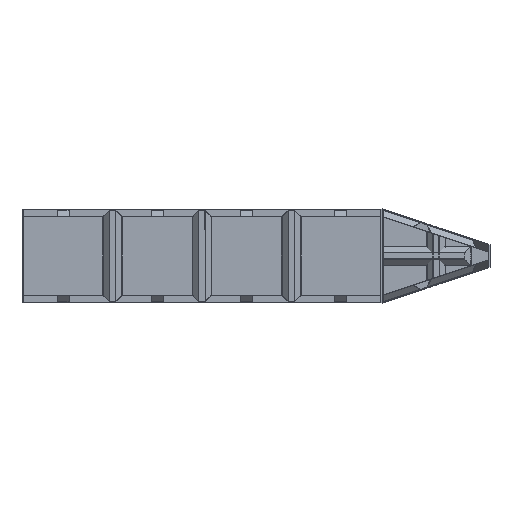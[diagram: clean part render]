
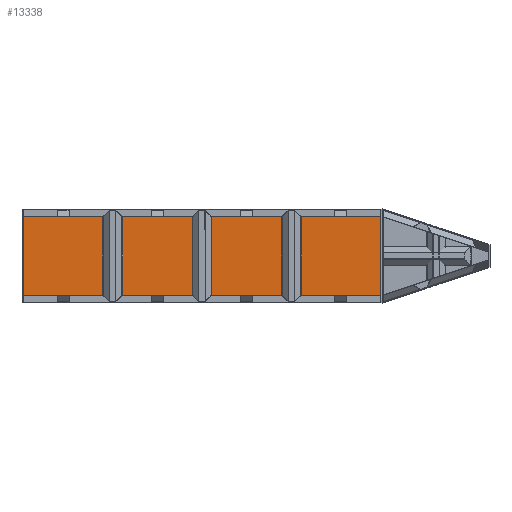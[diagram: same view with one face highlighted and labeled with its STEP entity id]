
A CAD part, front view. The second image highlights one B-rep face of the part: STEP entity #13338.
In plain terms, the highlighted planar face has unit normal (0, -1, 0).
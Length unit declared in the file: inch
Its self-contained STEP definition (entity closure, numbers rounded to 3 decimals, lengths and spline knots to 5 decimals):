
#651 = DIRECTION ( 'NONE',  ( 0., 0., 1. ) ) ;
#781 = VERTEX_POINT ( 'NONE', #9112 ) ;
#851 = ORIENTED_EDGE ( 'NONE', *, *, #13552, .F. ) ;
#1108 = CARTESIAN_POINT ( 'NONE',  ( 29.75, -0.25, 0. ) ) ;
#1609 = CARTESIAN_POINT ( 'NONE',  ( 0., -0.25, -6.55 ) ) ;
#2791 = EDGE_LOOP ( 'NONE', ( #2801, #9689, #4188, #851 ) ) ;
#2792 = LINE ( 'NONE', #1609, #12820 ) ;
#2801 = ORIENTED_EDGE ( 'NONE', *, *, #11508, .F. ) ;
#3188 = CARTESIAN_POINT ( 'NONE',  ( -29.75, -0.25, 6.55 ) ) ;
#3603 = VECTOR ( 'NONE', #7730, 39.37008 ) ;
#3932 = DIRECTION ( 'NONE',  ( 0., -1., 0. ) ) ;
#4188 = ORIENTED_EDGE ( 'NONE', *, *, #8148, .F. ) ;
#5233 = CARTESIAN_POINT ( 'NONE',  ( 0., -0.25, 6.55 ) ) ;
#5595 = CARTESIAN_POINT ( 'NONE',  ( 29.75, -0.25, 6.55 ) ) ;
#5727 = VERTEX_POINT ( 'NONE', #5595 ) ;
#5895 = LINE ( 'NONE', #8716, #7116 ) ;
#6789 = FACE_OUTER_BOUND ( 'NONE', #2791, .T. ) ;
#7116 = VECTOR ( 'NONE', #651, 39.37008 ) ;
#7126 = VECTOR ( 'NONE', #7725, 39.37008 ) ;
#7725 = DIRECTION ( 'NONE',  ( 1., 0., 0. ) ) ;
#7730 = DIRECTION ( 'NONE',  ( 0., 0., -1. ) ) ;
#8048 = DIRECTION ( 'NONE',  ( -1., 0., 0. ) ) ;
#8148 = EDGE_CURVE ( 'NONE', #781, #15883, #5895, .T. ) ;
#8384 = AXIS2_PLACEMENT_3D ( 'NONE', #10588, #3932, #11898 ) ;
#8716 = CARTESIAN_POINT ( 'NONE',  ( -29.75, -0.25, 0. ) ) ;
#9112 = CARTESIAN_POINT ( 'NONE',  ( -29.75, -0.25, -6.55 ) ) ;
#9689 = ORIENTED_EDGE ( 'NONE', *, *, #9719, .F. ) ;
#9719 = EDGE_CURVE ( 'NONE', #15883, #5727, #16888, .T. ) ;
#10588 = CARTESIAN_POINT ( 'NONE',  ( 0., -0.25, 0. ) ) ;
#11508 = EDGE_CURVE ( 'NONE', #5727, #11536, #11628, .T. ) ;
#11536 = VERTEX_POINT ( 'NONE', #15869 ) ;
#11628 = LINE ( 'NONE', #1108, #3603 ) ;
#11898 = DIRECTION ( 'NONE',  ( 0., 0., -1. ) ) ;
#12820 = VECTOR ( 'NONE', #8048, 39.37008 ) ;
#13041 = PLANE ( 'NONE',  #8384 ) ;
#13338 = ADVANCED_FACE ( 'NONE', ( #6789 ), #13041, .T. ) ;
#13552 = EDGE_CURVE ( 'NONE', #11536, #781, #2792, .T. ) ;
#15869 = CARTESIAN_POINT ( 'NONE',  ( 29.75, -0.25, -6.55 ) ) ;
#15883 = VERTEX_POINT ( 'NONE', #3188 ) ;
#16888 = LINE ( 'NONE', #5233, #7126 ) ;
